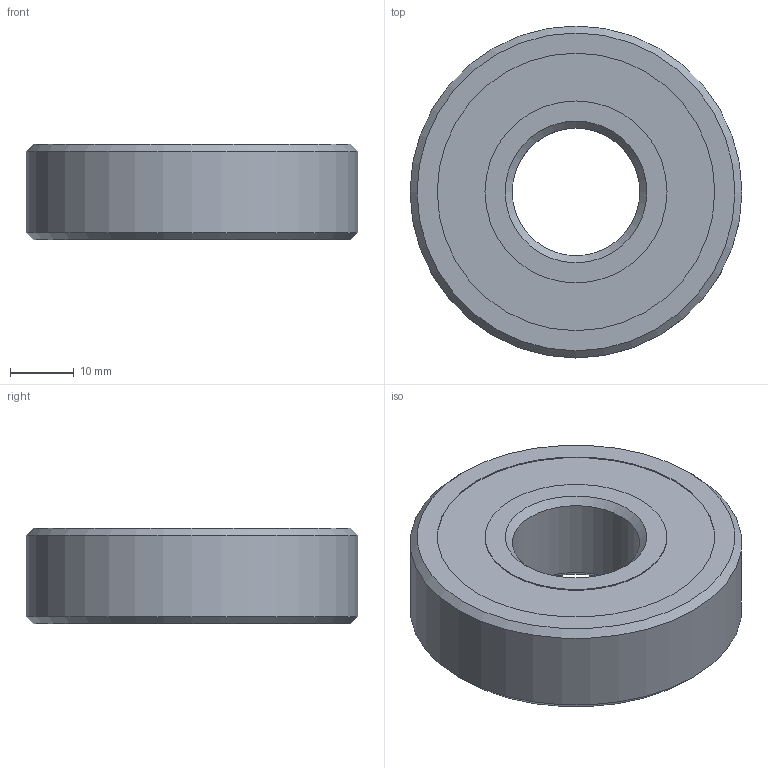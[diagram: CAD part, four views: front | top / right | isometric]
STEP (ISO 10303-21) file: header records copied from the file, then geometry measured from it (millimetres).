
FILE_DESCRIPTION(/* description */ ('CAx-IF Rec.Pracs.---Representation and Presentation of Product Manufacturing Information (PMI)---4.0---2014-10-13','CAx-IF Rec.Pracs.---3D Tessellated Geometry---0.4---2014-09-14','2;1'),/* implementation_level */ '2;1');
FILE_NAME(/* name */ 'Single Row Radial Contact Ball Brg, 2RS W 2 Seals, DIN,6304_2RS',/* time_stamp */ '2024-04-10T09:56:02+02:00',/* author */ ('Philippe COLBACH'),/* organization */ ('ETH Zurich'),/* preprocessor_version */ 'ST-DEVELOPER v18.1',/* originating_system */ 'SIEMENS PLM Software NX 1988',/* authorisation */ $);
FILE_SCHEMA (('AP242_MANAGED_MODEL_BASED_3D_ENGINEERING_MIM_LF { 1 0 10303 442 3 1 4 }'));
Length unit declared in the file: millimetre
Products named in the file (1): Single Row Radial Contact Ball Brg, 2RS W 2 Seals, DIN,6304_2RS
Bounding box: 52 x 52 x 15 mm (x, y, z)
Volume: 19958.4 mm3; surface area: 14358.6 mm2
Topology: 18 solids, 18 shells, 46 faces, 98 edges, 64 vertices
Faces by surface type: sphere 14, cylinder 14, plane 12, cone 4, torus 2
Full cylindrical faces by diameter (mm): 20 x1, 28.52 x4, 30.667 x2, 41.333 x2, 43.48 x4, 52 x1
Entity records: 1111 total; most frequent: DIRECTION 194, CARTESIAN_POINT 152, AXIS2_PLACEMENT_3D 97, FACE_BOUND 78, ORIENTED_EDGE 64, EDGE_LOOP 64, VERTEX_POINT 46, ADVANCED_FACE 46
